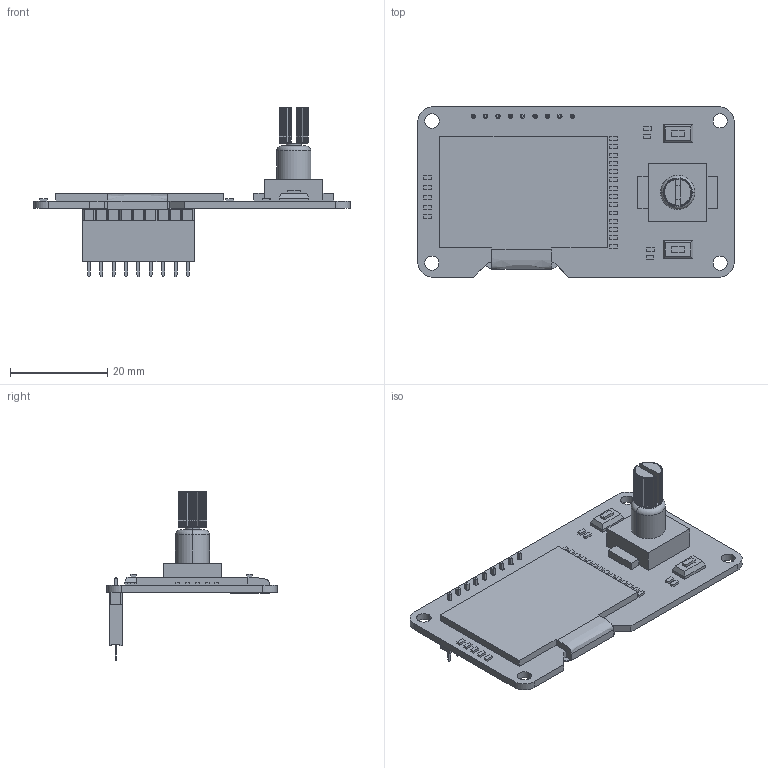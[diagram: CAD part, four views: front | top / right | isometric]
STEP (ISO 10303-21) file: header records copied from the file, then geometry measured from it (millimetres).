
FILE_DESCRIPTION(('FreeCAD Model'),'2;1');
FILE_NAME('Open CASCADE Shape Model','2026-01-11T22:34:21',( 'kicad StepUp'),('ksu MCAD'),'Open CASCADE STEP processor 7.8', 'FreeCAD','Unknown');
FILE_SCHEMA(('AUTOMOTIVE_DESIGN { 1 0 10303 214 1 1 1 1 }'));
Length unit declared in the file: millimetre
Products named in the file (1): OLED_Encoder003_cp001
Bounding box: 65 x 35 x 34.9 mm (x, y, z)
Volume: 6421.9 mm3; surface area: 7051.2 mm2
Topology: 3 solids, 3 shells, 866 faces, 2255 edges, 1462 vertices
Faces by surface type: plane 780, cylinder 78, torus 7, bspline 1
Entity records: 26532 total; most frequent: CARTESIAN_POINT 5389, ORIENTED_EDGE 4510, DIRECTION 4021, EDGE_CURVE 2255, LINE 1865, VECTOR 1865, VERTEX_POINT 1462, AXIS2_PLACEMENT_3D 1078
